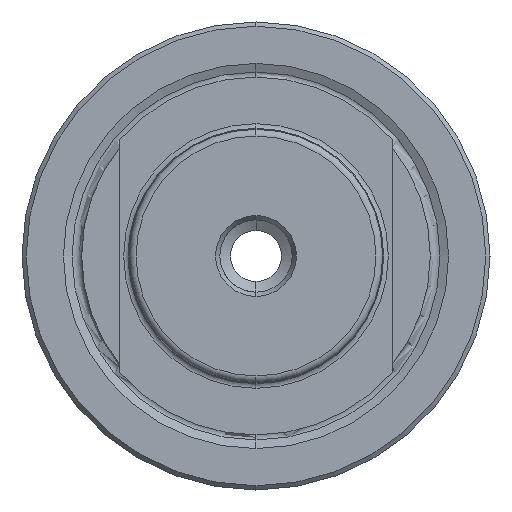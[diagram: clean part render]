
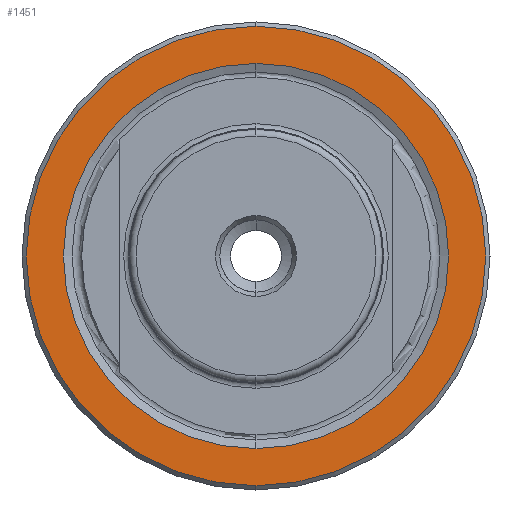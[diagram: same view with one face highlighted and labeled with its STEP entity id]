
A CAD part, left-side view. The second image highlights one B-rep face of the part: STEP entity #1451.
In plain terms, the highlighted planar face has unit normal (-1, 0, 0).
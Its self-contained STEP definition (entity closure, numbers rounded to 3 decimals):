
#9 = EDGE_CURVE ( 'NONE', #629, #4441, #3401, .T. ) ;
#39 = EDGE_CURVE ( 'NONE', #4441, #629, #2718, .T. ) ;
#101 = CIRCLE ( 'NONE', #3533, 22.632 ) ;
#185 = DIRECTION ( 'NONE',  ( -1., 0., 0. ) ) ;
#213 = CARTESIAN_POINT ( 'NONE',  ( 30., 0., 0. ) ) ;
#381 = DIRECTION ( 'NONE',  ( 0., 0., 1. ) ) ;
#394 = CARTESIAN_POINT ( 'NONE',  ( 30., 0., -27. ) ) ;
#417 = DIRECTION ( 'NONE',  ( -1., 0., 0. ) ) ;
#459 = CARTESIAN_POINT ( 'NONE',  ( 30., 0., 0. ) ) ;
#524 = VERTEX_POINT ( 'NONE', #4271 ) ;
#629 = VERTEX_POINT ( 'NONE', #394 ) ;
#1156 = AXIS2_PLACEMENT_3D ( 'NONE', #3447, #3487, #3488 ) ;
#1211 = AXIS2_PLACEMENT_3D ( 'NONE', #4523, #4502, #4536 ) ;
#1451 = ADVANCED_FACE ( 'NONE', ( #3392, #3338 ), #1881, .F. ) ;
#1814 = CARTESIAN_POINT ( 'NONE',  ( 30., 0., 22.632 ) ) ;
#1881 = PLANE ( 'NONE',  #4037 ) ;
#1984 = DIRECTION ( 'NONE',  ( 1., 0., 0. ) ) ;
#1999 = DIRECTION ( 'NONE',  ( 0., 0., -1. ) ) ;
#2095 = ORIENTED_EDGE ( 'NONE', *, *, #2540, .F. ) ;
#2100 = ORIENTED_EDGE ( 'NONE', *, *, #3528, .F. ) ;
#2106 = ORIENTED_EDGE ( 'NONE', *, *, #9, .T. ) ;
#2152 = ORIENTED_EDGE ( 'NONE', *, *, #39, .T. ) ;
#2310 = VERTEX_POINT ( 'NONE', #2364 ) ;
#2364 = CARTESIAN_POINT ( 'NONE',  ( 30., 0., -22.632 ) ) ;
#2540 = EDGE_CURVE ( 'NONE', #524, #2310, #101, .T. ) ;
#2718 = CIRCLE ( 'NONE', #1156, 27. ) ;
#2864 = CARTESIAN_POINT ( 'NONE',  ( 30., 0., 27. ) ) ;
#3193 = CIRCLE ( 'NONE', #3897, 22.632 ) ;
#3338 = FACE_OUTER_BOUND ( 'NONE', #3744, .T. ) ;
#3375 = DIRECTION ( 'NONE',  ( 0., 0., 1. ) ) ;
#3392 = FACE_BOUND ( 'NONE', #3641, .T. ) ;
#3401 = CIRCLE ( 'NONE', #1211, 27. ) ;
#3447 = CARTESIAN_POINT ( 'NONE',  ( 30., 0., 0. ) ) ;
#3487 = DIRECTION ( 'NONE',  ( -1., 0., 0. ) ) ;
#3488 = DIRECTION ( 'NONE',  ( 0., 0., 1. ) ) ;
#3528 = EDGE_CURVE ( 'NONE', #2310, #524, #3193, .T. ) ;
#3533 = AXIS2_PLACEMENT_3D ( 'NONE', #459, #417, #381 ) ;
#3641 = EDGE_LOOP ( 'NONE', ( #2095, #2100 ) ) ;
#3744 = EDGE_LOOP ( 'NONE', ( #2106, #2152 ) ) ;
#3897 = AXIS2_PLACEMENT_3D ( 'NONE', #213, #185, #3375 ) ;
#4037 = AXIS2_PLACEMENT_3D ( 'NONE', #1814, #1984, #1999 ) ;
#4271 = CARTESIAN_POINT ( 'NONE',  ( 30., 0., 22.632 ) ) ;
#4441 = VERTEX_POINT ( 'NONE', #2864 ) ;
#4502 = DIRECTION ( 'NONE',  ( -1., 0., 0. ) ) ;
#4523 = CARTESIAN_POINT ( 'NONE',  ( 30., 0., 0. ) ) ;
#4536 = DIRECTION ( 'NONE',  ( 0., 0., 1. ) ) ;
